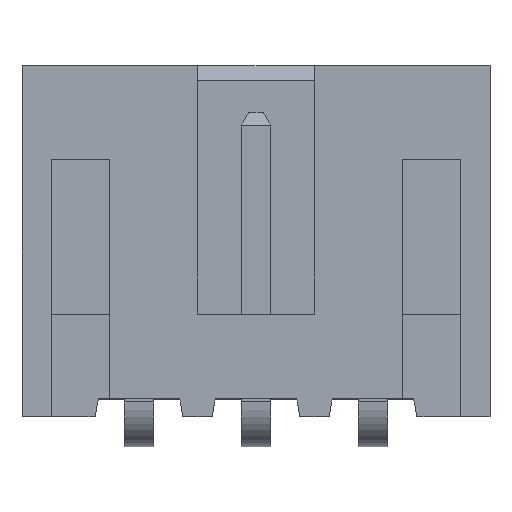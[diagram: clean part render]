
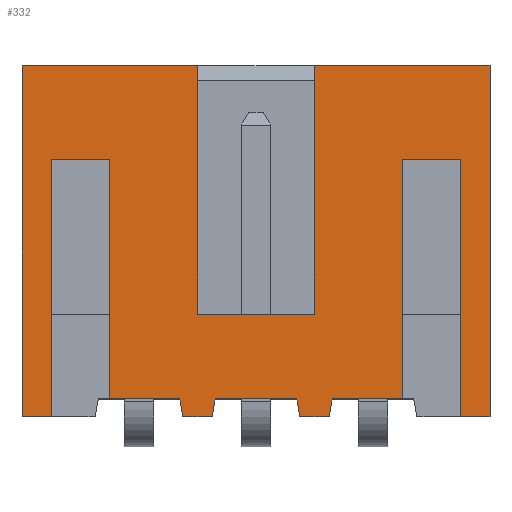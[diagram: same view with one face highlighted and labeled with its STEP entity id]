
A CAD part, top view. The second image highlights one B-rep face of the part: STEP entity #332.
In plain terms, the highlighted planar face has unit normal (0, 0, 1).
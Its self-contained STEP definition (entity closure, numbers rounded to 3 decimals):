
#332=ADVANCED_FACE('',(#920),#922,.T.);
#920=FACE_BOUND('',#921,.T.);
#921=EDGE_LOOP('',(#1380,#1381,#1382,#1383,#1384,#1385,#1386,#1387,#1388,#1389,#1390,
#1391,#1392,#1393,#1394,#1395,#1396,#1397,#1398,#1399,#1400,#1401,#1402,#1403));
#922=PLANE('',#923);
#923=AXIS2_PLACEMENT_3D('',#924,#925,#926);
#924=CARTESIAN_POINT('',(-6.,0.25,4.8));
#925=DIRECTION('',(0.,0.,1.));
#926=DIRECTION('',(1.,0.,0.));
#1380=ORIENTED_EDGE('',*,*,#1715,.T.);
#1381=ORIENTED_EDGE('',*,*,#1729,.T.);
#1382=ORIENTED_EDGE('',*,*,#1706,.T.);
#1383=ORIENTED_EDGE('',*,*,#1735,.T.);
#1384=ORIENTED_EDGE('',*,*,#1741,.T.);
#1385=ORIENTED_EDGE('',*,*,#1742,.T.);
#1386=ORIENTED_EDGE('',*,*,#1743,.T.);
#1387=ORIENTED_EDGE('',*,*,#1744,.T.);
#1388=ORIENTED_EDGE('',*,*,#1745,.T.);
#1389=ORIENTED_EDGE('',*,*,#1746,.T.);
#1390=ORIENTED_EDGE('',*,*,#1747,.T.);
#1391=ORIENTED_EDGE('',*,*,#1748,.F.);
#1392=ORIENTED_EDGE('',*,*,#1749,.T.);
#1393=ORIENTED_EDGE('',*,*,#1750,.T.);
#1394=ORIENTED_EDGE('',*,*,#1751,.T.);
#1395=ORIENTED_EDGE('',*,*,#1752,.F.);
#1396=ORIENTED_EDGE('',*,*,#1753,.F.);
#1397=ORIENTED_EDGE('',*,*,#1739,.T.);
#1398=ORIENTED_EDGE('',*,*,#1754,.T.);
#1399=ORIENTED_EDGE('',*,*,#1755,.T.);
#1400=ORIENTED_EDGE('',*,*,#1756,.T.);
#1401=ORIENTED_EDGE('',*,*,#1731,.T.);
#1402=ORIENTED_EDGE('',*,*,#1696,.T.);
#1403=ORIENTED_EDGE('',*,*,#1736,.T.);
#1696=EDGE_CURVE('',#1888,#1889,#1890,.F.);
#1706=EDGE_CURVE('',#1908,#1909,#1910,.F.);
#1715=EDGE_CURVE('',#1919,#1925,#1927,.F.);
#1729=EDGE_CURVE('',#1925,#1908,#1949,.F.);
#1731=EDGE_CURVE('',#1951,#1888,#1952,.F.);
#1735=EDGE_CURVE('',#1909,#1956,#1958,.T.);
#1736=EDGE_CURVE('',#1889,#1919,#1959,.T.);
#1739=EDGE_CURVE('',#1964,#1962,#1965,.T.);
#1741=EDGE_CURVE('',#1956,#1967,#1968,.F.);
#1742=EDGE_CURVE('',#1967,#1969,#1970,.F.);
#1743=EDGE_CURVE('',#1969,#1971,#1972,.F.);
#1744=EDGE_CURVE('',#1971,#1973,#1974,.F.);
#1745=EDGE_CURVE('',#1973,#1975,#1976,.F.);
#1746=EDGE_CURVE('',#1975,#1977,#1978,.T.);
#1747=EDGE_CURVE('',#1977,#1979,#1980,.T.);
#1748=EDGE_CURVE('',#1981,#1979,#1982,.T.);
#1749=EDGE_CURVE('',#1981,#1983,#1984,.F.);
#1750=EDGE_CURVE('',#1983,#1985,#1986,.F.);
#1751=EDGE_CURVE('',#1985,#1987,#1988,.F.);
#1752=EDGE_CURVE('',#1989,#1987,#1990,.T.);
#1753=EDGE_CURVE('',#1964,#1989,#1991,.T.);
#1754=EDGE_CURVE('',#1962,#1992,#1993,.F.);
#1755=EDGE_CURVE('',#1992,#1994,#1995,.F.);
#1756=EDGE_CURVE('',#1994,#1951,#1996,.F.);
#1888=VERTEX_POINT('',#2204);
#1889=VERTEX_POINT('',#2205);
#1890=LINE('',#2206,#2207);
#1908=VERTEX_POINT('',#2244);
#1909=VERTEX_POINT('',#2245);
#1910=LINE('',#2246,#2247);
#1919=VERTEX_POINT('',#2265);
#1925=VERTEX_POINT('',#2277);
#1927=LINE('',#2281,#2282);
#1949=LINE('',#2331,#2332);
#1951=VERTEX_POINT('',#2337);
#1952=LINE('',#2338,#2339);
#1956=VERTEX_POINT('',#2348);
#1958=LINE('',#2352,#2353);
#1959=LINE('',#2355,#2356);
#1962=VERTEX_POINT('',#2362);
#1964=VERTEX_POINT('',#2366);
#1965=LINE('',#2367,#2368);
#1967=VERTEX_POINT('',#2373);
#1968=LINE('',#2374,#2375);
#1969=VERTEX_POINT('',#2377);
#1970=LINE('',#2378,#2379);
#1971=VERTEX_POINT('',#2381);
#1972=LINE('',#2382,#2383);
#1973=VERTEX_POINT('',#2385);
#1974=LINE('',#2386,#2387);
#1975=VERTEX_POINT('',#2389);
#1976=LINE('',#2390,#2391);
#1977=VERTEX_POINT('',#2393);
#1978=LINE('',#2394,#2395);
#1979=VERTEX_POINT('',#2397);
#1980=LINE('',#2398,#2399);
#1981=VERTEX_POINT('',#2401);
#1982=LINE('',#2402,#2403);
#1983=VERTEX_POINT('',#2405);
#1984=LINE('',#2406,#2407);
#1985=VERTEX_POINT('',#2409);
#1986=LINE('',#2410,#2411);
#1987=VERTEX_POINT('',#2413);
#1988=LINE('',#2414,#2415);
#1989=VERTEX_POINT('',#2417);
#1990=LINE('',#2418,#2419);
#1991=LINE('',#2421,#2422);
#1992=VERTEX_POINT('',#2424);
#1993=LINE('',#2425,#2426);
#1994=VERTEX_POINT('',#2428);
#1995=LINE('',#2429,#2430);
#1996=LINE('',#2432,#2433);
#2204=CARTESIAN_POINT('',(-3.303,0.55,4.8));
#2205=CARTESIAN_POINT('',(-3.25,0.25,4.8));
#2206=CARTESIAN_POINT('',(-3.25,0.25,4.8));
#2207=VECTOR('',#2208,1.);
#2208=DIRECTION('',(-0.174,0.985,0.));
#2244=CARTESIAN_POINT('',(-1.303,0.55,4.8));
#2245=CARTESIAN_POINT('',(-1.25,0.25,4.8));
#2246=CARTESIAN_POINT('',(-1.25,0.25,4.8));
#2247=VECTOR('',#2248,1.);
#2248=DIRECTION('',(-0.174,0.985,0.));
#2265=CARTESIAN_POINT('',(-2.75,0.25,4.8));
#2277=CARTESIAN_POINT('',(-2.697,0.55,4.8));
#2281=CARTESIAN_POINT('',(-2.697,0.55,4.8));
#2282=VECTOR('',#2283,1.);
#2283=DIRECTION('',(-0.174,-0.985,0.));
#2331=CARTESIAN_POINT('',(-1.303,0.55,4.8));
#2332=VECTOR('',#2333,1.);
#2333=DIRECTION('',(-1.,0.,0.));
#2337=CARTESIAN_POINT('',(-4.5,0.55,4.8));
#2338=CARTESIAN_POINT('',(-3.303,0.55,4.8));
#2339=VECTOR('',#2340,1.);
#2340=DIRECTION('',(-1.,0.,0.));
#2348=CARTESIAN_POINT('',(-0.75,0.25,4.8));
#2352=CARTESIAN_POINT('',(-1.25,0.25,4.8));
#2353=VECTOR('',#2354,1.);
#2354=DIRECTION('',(1.,0.,0.));
#2355=CARTESIAN_POINT('',(-3.25,0.25,4.8));
#2356=VECTOR('',#2357,1.);
#2357=DIRECTION('',(1.,0.,0.));
#2362=CARTESIAN_POINT('',(-5.5,0.25,4.8));
#2366=CARTESIAN_POINT('',(-6.,0.25,4.8));
#2367=CARTESIAN_POINT('',(-6.,0.25,4.8));
#2368=VECTOR('',#2369,1.);
#2369=DIRECTION('',(1.,0.,0.));
#2373=CARTESIAN_POINT('',(-0.697,0.55,4.8));
#2374=CARTESIAN_POINT('',(-0.697,0.55,4.8));
#2375=VECTOR('',#2376,1.);
#2376=DIRECTION('',(-0.174,-0.985,0.));
#2377=CARTESIAN_POINT('',(0.5,0.55,4.8));
#2378=CARTESIAN_POINT('',(0.5,0.55,4.8));
#2379=VECTOR('',#2380,1.);
#2380=DIRECTION('',(-1.,0.,0.));
#2381=CARTESIAN_POINT('',(0.5,4.65,4.8));
#2382=CARTESIAN_POINT('',(0.5,4.65,4.8));
#2383=VECTOR('',#2384,1.);
#2384=DIRECTION('',(0.,-1.,0.));
#2385=CARTESIAN_POINT('',(1.5,4.65,4.8));
#2386=CARTESIAN_POINT('',(1.5,4.65,4.8));
#2387=VECTOR('',#2388,1.);
#2388=DIRECTION('',(-1.,0.,0.));
#2389=CARTESIAN_POINT('',(1.5,0.25,4.8));
#2390=CARTESIAN_POINT('',(1.5,0.25,4.8));
#2391=VECTOR('',#2392,1.);
#2392=DIRECTION('',(0.,1.,0.));
#2393=CARTESIAN_POINT('',(2.,0.25,4.8));
#2394=CARTESIAN_POINT('',(1.5,0.25,4.8));
#2395=VECTOR('',#2396,1.);
#2396=DIRECTION('',(1.,0.,0.));
#2397=CARTESIAN_POINT('',(2.,6.25,4.8));
#2398=CARTESIAN_POINT('',(2.,0.25,4.8));
#2399=VECTOR('',#2400,1.);
#2400=DIRECTION('',(0.,1.,0.));
#2401=CARTESIAN_POINT('',(-1.,6.25,4.8));
#2402=CARTESIAN_POINT('',(-1.,6.25,4.8));
#2403=VECTOR('',#2404,1.);
#2404=DIRECTION('',(1.,0.,0.));
#2405=CARTESIAN_POINT('',(-1.,2.,4.8));
#2406=CARTESIAN_POINT('',(-1.,2.,4.8));
#2407=VECTOR('',#2408,1.);
#2408=DIRECTION('',(0.,1.,0.));
#2409=CARTESIAN_POINT('',(-3.,2.,4.8));
#2410=CARTESIAN_POINT('',(-3.,2.,4.8));
#2411=VECTOR('',#2412,1.);
#2412=DIRECTION('',(1.,0.,0.));
#2413=CARTESIAN_POINT('',(-3.,6.25,4.8));
#2414=CARTESIAN_POINT('',(-3.,6.25,4.8));
#2415=VECTOR('',#2416,1.);
#2416=DIRECTION('',(0.,-1.,0.));
#2417=CARTESIAN_POINT('',(-6.,6.25,4.8));
#2418=CARTESIAN_POINT('',(-6.,6.25,4.8));
#2419=VECTOR('',#2420,1.);
#2420=DIRECTION('',(1.,0.,0.));
#2421=CARTESIAN_POINT('',(-6.,0.25,4.8));
#2422=VECTOR('',#2423,1.);
#2423=DIRECTION('',(0.,1.,0.));
#2424=CARTESIAN_POINT('',(-5.5,4.65,4.8));
#2425=CARTESIAN_POINT('',(-5.5,4.65,4.8));
#2426=VECTOR('',#2427,1.);
#2427=DIRECTION('',(0.,-1.,0.));
#2428=CARTESIAN_POINT('',(-4.5,4.65,4.8));
#2429=CARTESIAN_POINT('',(-4.5,4.65,4.8));
#2430=VECTOR('',#2431,1.);
#2431=DIRECTION('',(-1.,0.,0.));
#2432=CARTESIAN_POINT('',(-4.5,0.55,4.8));
#2433=VECTOR('',#2434,1.);
#2434=DIRECTION('',(0.,1.,0.));
